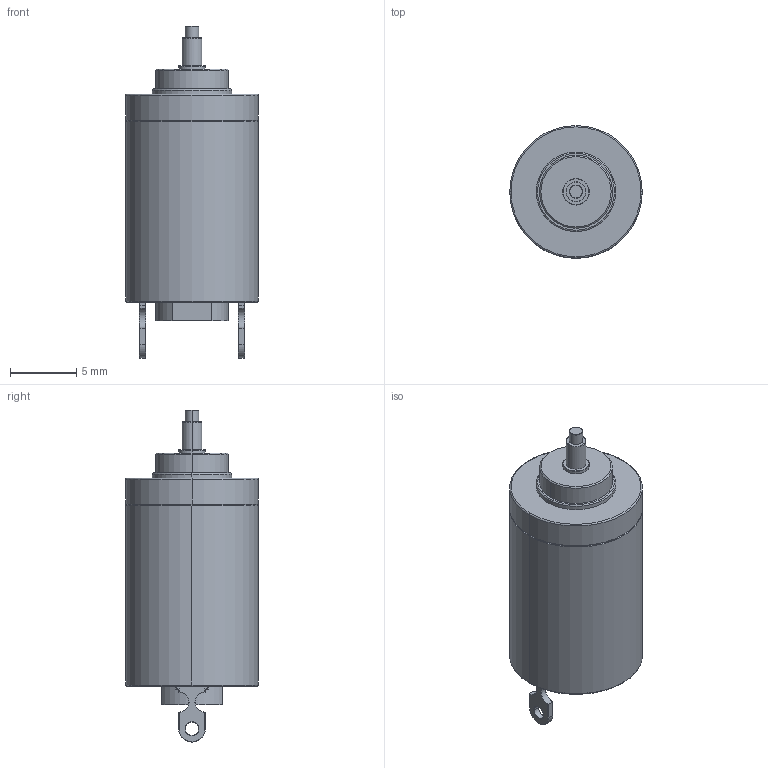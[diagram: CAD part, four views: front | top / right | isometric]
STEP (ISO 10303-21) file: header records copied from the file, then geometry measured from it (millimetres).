
FILE_DESCRIPTION((''),'2;1');
FILE_NAME('1016_G_ASM','2013-10-03T',('Harvey'),(''),'PRO/ENGINEER BY PARAMETRIC TECHNOLOGY CORPORATION, 2010040','PRO/ENGINEER BY PARAMETRIC TECHNOLOGY CORPORATION, 2010040','');
FILE_SCHEMA(('CONFIG_CONTROL_DESIGN'));
Length unit declared in the file: millimetre
Products named in the file (6): BREP_4; BREP_1; BREP_3; BREP_2; 1_A_ASM; 1016_G_ASM
Assembly tree (5 placements, depth 3):
  1016_G_ASM
    1_A_ASM
      BREP_4
      BREP_1
      BREP_3
      BREP_2
Bounding box: 10 x 10 x 25.05 mm (x, y, z)
Volume: 1320.4 mm3; surface area: 801.7 mm2
Topology: 4 solids, 4 shells, 130 faces, 282 edges, 166 vertices
Faces by surface type: cylinder 60, plane 34, torus 34, cone 2
Entity records: 4043 total; most frequent: CARTESIAN_POINT 1019, DIRECTION 668, ORIENTED_EDGE 564, EDGE_CURVE 282, AXIS2_PLACEMENT_3D 273, VERTEX_POINT 166, EDGE_LOOP 140, FACE_OUTER_BOUND 130
